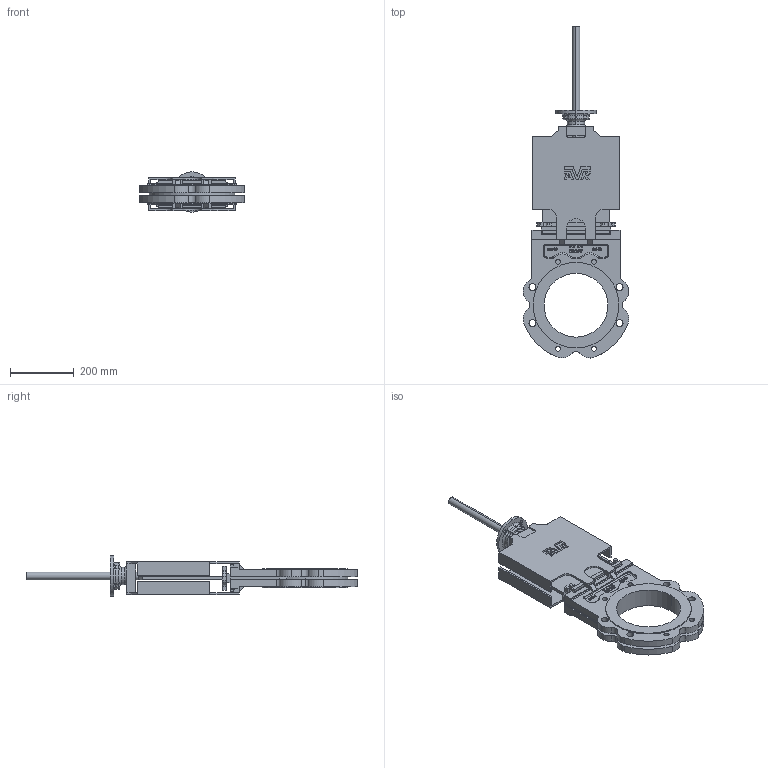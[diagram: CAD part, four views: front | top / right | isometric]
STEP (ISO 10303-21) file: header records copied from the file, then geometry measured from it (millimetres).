
FILE_DESCRIPTION (( 'STEP AP203' ), '1' );
FILE_NAME ('70220050034.STEP', '2017-04-03T11:12:03', ( '' ), ( '' ), 'SwSTEP 2.0', 'SolidWorks 2016', '' );
FILE_SCHEMA (( 'CONFIG_CONTROL_DESIGN' ));
Length unit declared in the file: millimetre
Products named in the file (1): 70220050034
Bounding box: 330.56 x 1039.27 x 126 mm (x, y, z)
Volume: 6643517.2 mm3; surface area: 933135.7 mm2
Topology: 1 solids, 1 shells, 1185 faces, 3323 edges, 2193 vertices
Faces by surface type: plane 540, cylinder 454, bspline 144, torus 45, cone 2
Entity records: 48365 total; most frequent: CARTESIAN_POINT 17722, ORIENTED_EDGE 6646, DIRECTION 6040, EDGE_CURVE 3323, VERTEX_POINT 2193, LINE 2038, VECTOR 2038, AXIS2_PLACEMENT_3D 2001
